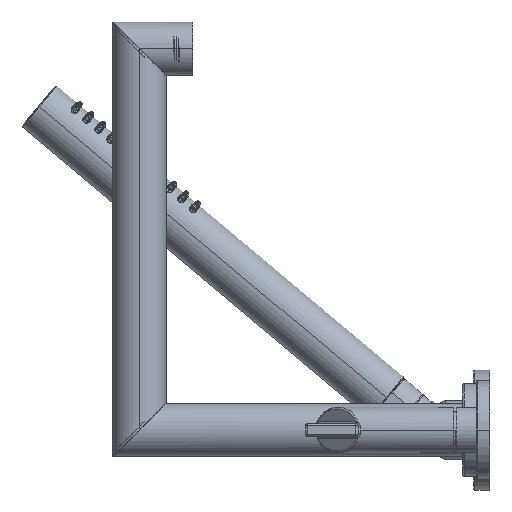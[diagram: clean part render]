
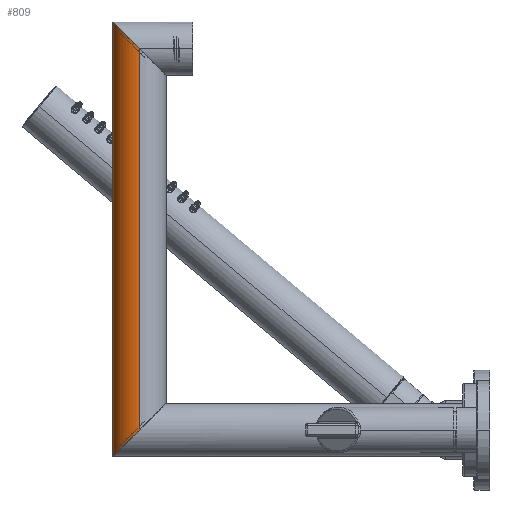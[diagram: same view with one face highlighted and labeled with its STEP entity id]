
A CAD part, left-side view. The second image highlights one B-rep face of the part: STEP entity #809.
In plain terms, the highlighted cylindrical face has radius 12.7 mm (diameter 25.4 mm), a partial arc.
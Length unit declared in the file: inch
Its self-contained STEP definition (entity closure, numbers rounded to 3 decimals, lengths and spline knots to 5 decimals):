
#6=CARTESIAN_POINT('',(-0.5,6.56391,0.));
#30=CARTESIAN_POINT('',(0.5,6.56391,0.));
#32=CARTESIAN_POINT('',(0.5,6.56391,0.));
#33=CARTESIAN_POINT('',(0.5,6.59338,-0.02946));
#34=CARTESIAN_POINT('',(0.49477,6.65451,-0.09059));
#35=CARTESIAN_POINT('',(0.46823,6.74853,-0.18462));
#36=CARTESIAN_POINT('',(0.42166,6.83914,-0.27523));
#37=CARTESIAN_POINT('',(0.35611,6.92002,-0.35611));
#38=CARTESIAN_POINT('',(0.27523,6.98558,-0.42166));
#39=CARTESIAN_POINT('',(0.19972,7.02438,-0.46047));
#40=CARTESIAN_POINT('',(0.1376,7.04542,-0.48151));
#41=CARTESIAN_POINT('',(0.09088,7.05634,-0.49243));
#42=CARTESIAN_POINT('',(0.05244,7.06157,-0.49765));
#43=CARTESIAN_POINT('',(0.02221,7.06359,-0.49967));
#44=CARTESIAN_POINT('',(0.,7.06408,-0.50016));
#45=CARTESIAN_POINT('',(-0.02221,7.06359,
-0.49967));
#46=CARTESIAN_POINT('',(-0.05244,7.06157,
-0.49765));
#47=CARTESIAN_POINT('',(-0.09088,7.05634,
-0.49243));
#48=CARTESIAN_POINT('',(-0.1376,7.04542,
-0.48151));
#49=CARTESIAN_POINT('',(-0.19972,7.02438,
-0.46047));
#50=CARTESIAN_POINT('',(-0.27523,6.98558,
-0.42166));
#51=CARTESIAN_POINT('',(-0.35611,6.92002,
-0.35611));
#52=CARTESIAN_POINT('',(-0.42166,6.83914,
-0.27523));
#53=CARTESIAN_POINT('',(-0.46823,6.74853,
-0.18462));
#54=CARTESIAN_POINT('',(-0.49477,6.65451,
-0.09059));
#55=CARTESIAN_POINT('',(-0.5,6.59338,-0.02946));
#56=CARTESIAN_POINT('',(-0.5,6.56391,0.));
#102=DIRECTION('',(0.,0.,1.));
#103=VECTOR('',#102,7.15);
#104=CARTESIAN_POINT('',(-0.5,6.56391,0.));
#105=LINE('',#104,#103);
#106=DIRECTION('',(0.,0.,1.));
#107=VECTOR('',#106,7.15);
#108=CARTESIAN_POINT('',(0.5,6.56391,0.));
#109=LINE('',#108,#107);
#110=CARTESIAN_POINT('',(-0.5,6.56391,7.15));
#134=CARTESIAN_POINT('',(0.5,6.56391,7.15));
#136=CARTESIAN_POINT('',(0.5,6.56391,7.15));
#137=CARTESIAN_POINT('',(0.5,6.59338,7.17946));
#138=CARTESIAN_POINT('',(0.49477,6.65451,7.24059));
#139=CARTESIAN_POINT('',(0.46823,6.74853,7.33462));
#140=CARTESIAN_POINT('',(0.42166,6.83914,7.42523));
#141=CARTESIAN_POINT('',(0.35611,6.92002,7.50611));
#142=CARTESIAN_POINT('',(0.27523,6.98558,7.57166));
#143=CARTESIAN_POINT('',(0.19972,7.02438,7.61047));
#144=CARTESIAN_POINT('',(0.1376,7.04542,7.63151));
#145=CARTESIAN_POINT('',(0.09088,7.05634,7.64243));
#146=CARTESIAN_POINT('',(0.05244,7.06157,7.64765));
#147=CARTESIAN_POINT('',(0.02221,7.06359,7.64967));
#148=CARTESIAN_POINT('',(0.,7.06408,7.65016));
#149=CARTESIAN_POINT('',(-0.02221,7.06359,7.64967));
#150=CARTESIAN_POINT('',(-0.05244,7.06157,7.64765));
#151=CARTESIAN_POINT('',(-0.09088,7.05634,7.64243));
#152=CARTESIAN_POINT('',(-0.1376,7.04542,7.63151));
#153=CARTESIAN_POINT('',(-0.19972,7.02438,7.61047));
#154=CARTESIAN_POINT('',(-0.27523,6.98558,7.57166));
#155=CARTESIAN_POINT('',(-0.35611,6.92002,7.50611));
#156=CARTESIAN_POINT('',(-0.42166,6.83914,7.42523));
#157=CARTESIAN_POINT('',(-0.46823,6.74853,7.33462));
#158=CARTESIAN_POINT('',(-0.49477,6.65451,7.24059));
#159=CARTESIAN_POINT('',(-0.5,6.59338,7.17946));
#160=CARTESIAN_POINT('',(-0.5,6.56391,7.15));
#722=VERTEX_POINT('',#6);
#723=VERTEX_POINT('',#30);
#724=VERTEX_POINT('',#110);
#725=VERTEX_POINT('',#134);
#797=CARTESIAN_POINT('',(0.,6.56391,0.));
#798=DIRECTION('',(0.,0.,1.));
#799=DIRECTION('',(1.,0.,0.));
#800=AXIS2_PLACEMENT_3D('',#797,#798,#799);
#801=CYLINDRICAL_SURFACE('',#800,0.5);
#802=ORIENTED_EDGE('',*,*,#772,.F.);
#803=ORIENTED_EDGE('',*,*,#792,.T.);
#805=ORIENTED_EDGE('',*,*,#804,.T.);
#806=ORIENTED_EDGE('',*,*,#788,.F.);
#807=EDGE_LOOP('',(#802,#803,#805,#806));
#808=FACE_OUTER_BOUND('',#807,.F.);
#809=ADVANCED_FACE('',(#808),#801,.T.);
#57=B_SPLINE_CURVE_WITH_KNOTS('',3,(#32,#33,#34,#35,#36,#37,#38,#39,#40,#41,#42,
#43,#44,#45,#46,#47,#48,#49,#50,#51,#52,#53,#54,#55,#56),.UNSPECIFIED.,.F.,.F.,(
4,1,1,1,1,1,1,1,1,1,1,1,1,1,1,1,1,1,1,1,1,1,4),(0.,0.0625,0.125,0.1875,
0.25,0.3125,0.375,0.40625,0.4375,0.46875,0.48438,0.5,
0.51563,0.53125,0.5625,0.59375,0.625,0.6875,0.75,0.8125,
0.875,0.9375,1.),.UNSPECIFIED.);
#161=B_SPLINE_CURVE_WITH_KNOTS('',3,(#136,#137,#138,#139,#140,#141,#142,#143,
#144,#145,#146,#147,#148,#149,#150,#151,#152,#153,#154,#155,#156,#157,#158,#159,
#160),.UNSPECIFIED.,.F.,.F.,(4,1,1,1,1,1,1,1,1,1,1,1,1,1,1,1,1,1,1,1,1,1,4),(
0.,0.0625,0.125,0.1875,0.25,0.3125,0.375,0.40625,0.4375,
0.46875,0.48438,0.5,0.51563,0.53125,0.5625,0.59375,0.625,
0.6875,0.75,0.8125,0.875,0.9375,1.),.UNSPECIFIED.);
#772=EDGE_CURVE('',#723,#722,#57,.T.);
#788=EDGE_CURVE('',#722,#724,#105,.T.);
#792=EDGE_CURVE('',#723,#725,#109,.T.);
#804=EDGE_CURVE('',#725,#724,#161,.T.);
